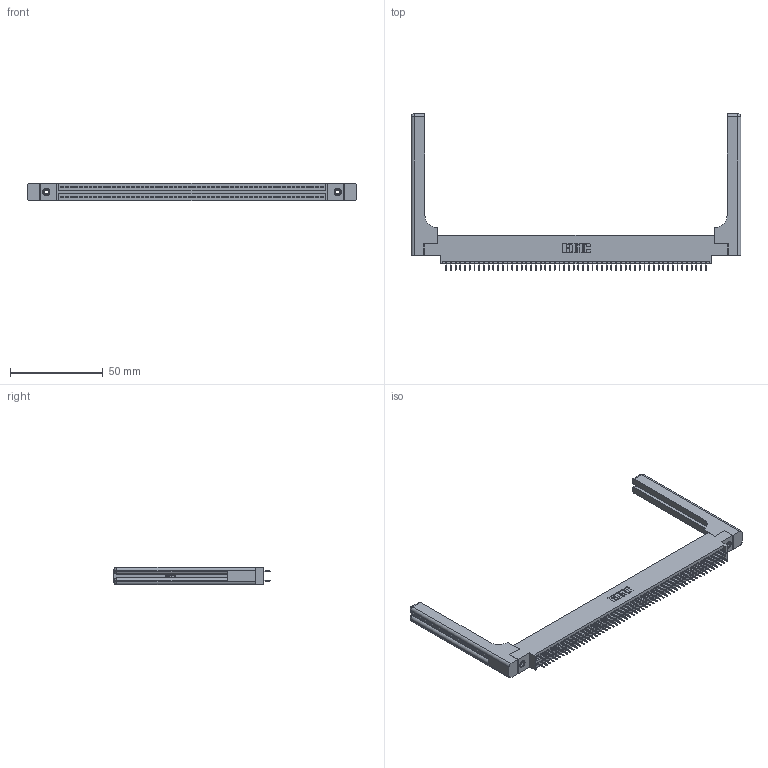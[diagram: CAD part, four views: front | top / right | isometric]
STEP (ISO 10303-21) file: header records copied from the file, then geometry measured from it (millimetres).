
FILE_DESCRIPTION (( 'STEP AP203' ), '1' );
FILE_NAME ('345-112-525-858.STEP', '2020-09-21T22:11:38', ( '' ), ( '' ), 'SwSTEP 2.0', 'SolidWorks 2020', '' );
FILE_SCHEMA (( 'CONFIG_CONTROL_DESIGN' ));
Length unit declared in the file: inch
Products named in the file (5): 345-220-058_345-220-058; 345-250-001_345-250-001-102; 345 Part_0.170 Offset - 0.156 Dia-TH; 345-292-001_345-293-125; 345-112-525-858
Assembly tree (117 placements, depth 2):
  345-112-525-858
    345 Part_0.170 Offset - 0.156 Dia-TH
    345-292-001_345-293-125  x112
    345-250-001_345-250-001-102  x2
    345-220-058_345-220-058  x2
Bounding box: 177.27 x 84 x 9.4 mm (x, y, z)
Volume: 25527.2 mm3; surface area: 30123.8 mm2
Topology: 117 solids, 117 shells, 6434 faces, 18155 edges, 11634 vertices
Faces by surface type: plane 4600, cylinder 1774, bspline 36, cone 12, sphere 8, torus 4
Entity records: 47442 total; most frequent: CARTESIAN_POINT 8933, ORIENTED_EDGE 7664, DIRECTION 6792, EDGE_CURVE 3832, VECTOR 3388, LINE 3388, VERTEX_POINT 2542, AXIS2_PLACEMENT_3D 1702
